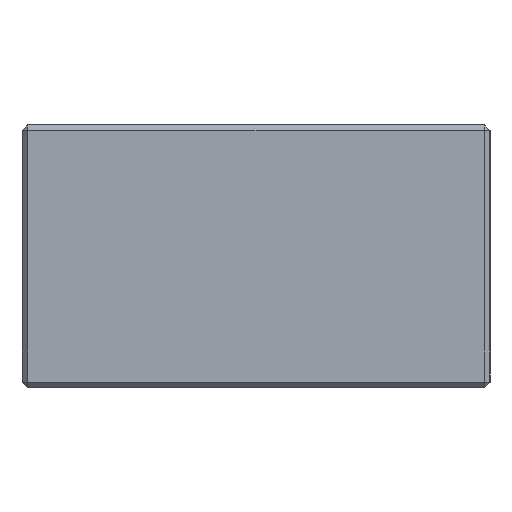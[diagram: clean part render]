
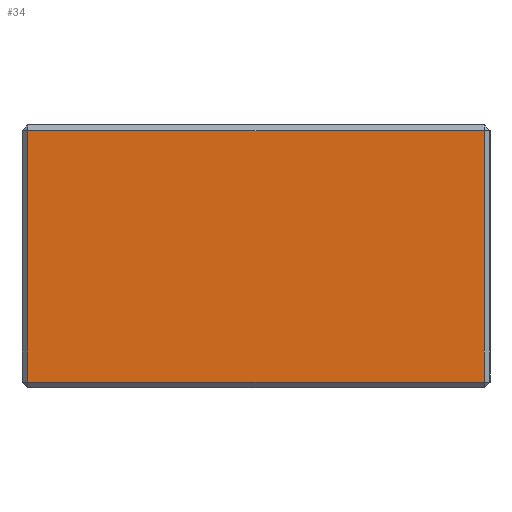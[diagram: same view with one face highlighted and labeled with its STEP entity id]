
A CAD part, left-side view. The second image highlights one B-rep face of the part: STEP entity #34.
In plain terms, the highlighted planar face has unit normal (-1, 0, 0).
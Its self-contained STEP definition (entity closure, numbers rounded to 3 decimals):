
#34 = ADVANCED_FACE ( 'NONE', ( #167 ), #7045, .F. ) ;
#167 = FACE_OUTER_BOUND ( 'NONE', #7108, .T. ) ;
#271 = VECTOR ( 'NONE', #3142, 1000. ) ;
#365 = CARTESIAN_POINT ( 'NONE',  ( -0.8, -0.4, 0.45 ) ) ;
#398 = DIRECTION ( 'NONE',  ( 0., 0., -1. ) ) ;
#973 = ORIENTED_EDGE ( 'NONE', *, *, #1301, .T. ) ;
#1105 = LINE ( 'NONE', #3434, #3382 ) ;
#1223 = CARTESIAN_POINT ( 'NONE',  ( -0.8, -0.4, 0.01 ) ) ;
#1301 = EDGE_CURVE ( 'NONE', #2481, #3498, #3525, .T. ) ;
#1721 = ORIENTED_EDGE ( 'NONE', *, *, #4906, .T. ) ;
#1855 = AXIS2_PLACEMENT_3D ( 'NONE', #365, #2000, #398 ) ;
#2000 = DIRECTION ( 'NONE',  ( 1., 0., 0. ) ) ;
#2290 = VERTEX_POINT ( 'NONE', #6696 ) ;
#2475 = CARTESIAN_POINT ( 'NONE',  ( -0.8, -0.39, 0.44 ) ) ;
#2481 = VERTEX_POINT ( 'NONE', #2475 ) ;
#3142 = DIRECTION ( 'NONE',  ( 0., 0., 1. ) ) ;
#3382 = VECTOR ( 'NONE', #5143, 1000. ) ;
#3434 = CARTESIAN_POINT ( 'NONE',  ( -0.8, 0.39, 0.45 ) ) ;
#3498 = VERTEX_POINT ( 'NONE', #3803 ) ;
#3525 = LINE ( 'NONE', #6477, #4068 ) ;
#3803 = CARTESIAN_POINT ( 'NONE',  ( -0.8, 0.39, 0.44 ) ) ;
#3844 = VERTEX_POINT ( 'NONE', #7031 ) ;
#4068 = VECTOR ( 'NONE', #5300, 1000. ) ;
#4092 = DIRECTION ( 'NONE',  ( 0., -1., 0. ) ) ;
#4415 = ORIENTED_EDGE ( 'NONE', *, *, #4796, .T. ) ;
#4796 = EDGE_CURVE ( 'NONE', #3844, #2481, #5788, .T. ) ;
#4906 = EDGE_CURVE ( 'NONE', #3498, #2290, #1105, .T. ) ;
#5143 = DIRECTION ( 'NONE',  ( 0., 0., -1. ) ) ;
#5300 = DIRECTION ( 'NONE',  ( 0., 1., 0. ) ) ;
#5642 = EDGE_CURVE ( 'NONE', #2290, #3844, #6772, .T. ) ;
#5788 = LINE ( 'NONE', #6091, #271 ) ;
#6060 = ORIENTED_EDGE ( 'NONE', *, *, #5642, .T. ) ;
#6091 = CARTESIAN_POINT ( 'NONE',  ( -0.8, -0.39, 0.45 ) ) ;
#6416 = VECTOR ( 'NONE', #4092, 1000. ) ;
#6477 = CARTESIAN_POINT ( 'NONE',  ( -0.8, 0.4, 0.44 ) ) ;
#6696 = CARTESIAN_POINT ( 'NONE',  ( -0.8, 0.39, 0.01 ) ) ;
#6772 = LINE ( 'NONE', #1223, #6416 ) ;
#7031 = CARTESIAN_POINT ( 'NONE',  ( -0.8, -0.39, 0.01 ) ) ;
#7045 = PLANE ( 'NONE',  #1855 ) ;
#7108 = EDGE_LOOP ( 'NONE', ( #1721, #6060, #4415, #973 ) ) ;
